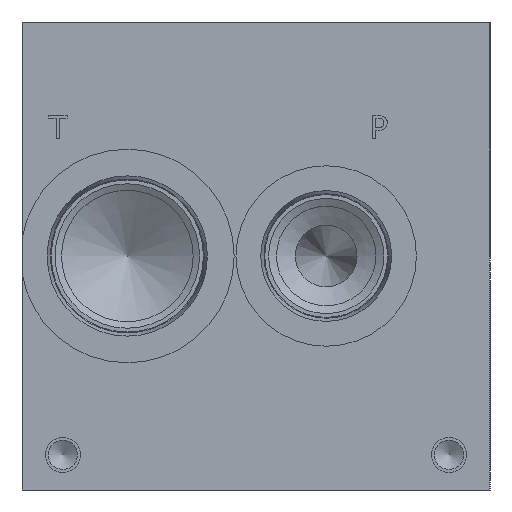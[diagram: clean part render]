
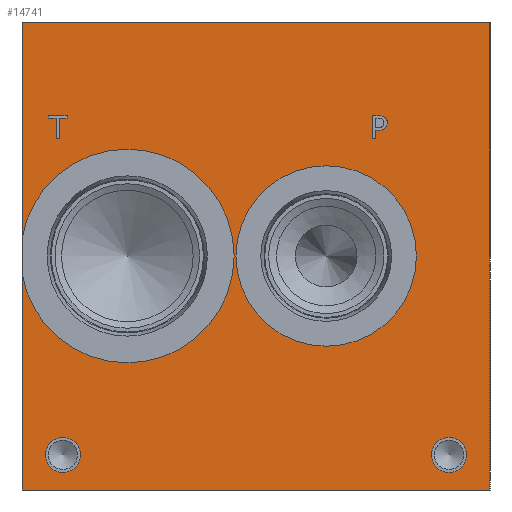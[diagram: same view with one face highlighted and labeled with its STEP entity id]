
A CAD part, left-side view. The second image highlights one B-rep face of the part: STEP entity #14741.
In plain terms, the highlighted planar face has unit normal (-1, 0, 0).
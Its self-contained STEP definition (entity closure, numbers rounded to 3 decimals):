
#425=CIRCLE('',#15368,28.981);
#426=CIRCLE('',#15369,24.486);
#427=CIRCLE('',#15370,24.486);
#428=CIRCLE('',#15371,4.763);
#429=CIRCLE('',#15372,4.763);
#430=CIRCLE('',#15373,4.763);
#431=CIRCLE('',#15374,4.763);
#1188=B_SPLINE_CURVE_WITH_KNOTS('',2,(#24469,#24470,#24471,#24472),
 .UNSPECIFIED.,.F.,.F.,(3,1,3),(0.,1.,2.),.UNSPECIFIED.);
#1190=B_SPLINE_CURVE_WITH_KNOTS('',2,(#24490,#24491,#24492,#24493),
 .UNSPECIFIED.,.F.,.F.,(3,1,3),(0.,1.,2.),.UNSPECIFIED.);
#1192=B_SPLINE_CURVE_WITH_KNOTS('',2,(#24539,#24540,#24541,#24542),
 .UNSPECIFIED.,.F.,.F.,(3,1,3),(0.,1.,2.),.UNSPECIFIED.);
#1194=B_SPLINE_CURVE_WITH_KNOTS('',2,(#24557,#24558,#24559,#24560),
 .UNSPECIFIED.,.F.,.F.,(3,1,3),(0.,1.,2.),.UNSPECIFIED.);
#1263=FACE_BOUND('',#2676,.T.);
#1264=FACE_BOUND('',#2677,.T.);
#1265=FACE_BOUND('',#2678,.T.);
#1266=FACE_BOUND('',#2679,.T.);
#1267=FACE_BOUND('',#2680,.T.);
#1840=FACE_OUTER_BOUND('',#2675,.T.);
#2675=EDGE_LOOP('',(#11873,#11874,#11875,#11876,#11877,#11878));
#2676=EDGE_LOOP('',(#11879,#11880));
#2677=EDGE_LOOP('',(#11881,#11882));
#2678=EDGE_LOOP('',(#11883,#11884));
#2679=EDGE_LOOP('',(#11885,#11886,#11887,#11888,#11889,#11890,#11891,#11892));
#2680=EDGE_LOOP('',(#11893,#11894,#11895,#11896,#11897,#11898,#11899,#11900,
#11901));
#3076=LINE('',#19419,#4367);
#4018=LINE('',#24502,#5309);
#4021=LINE('',#24508,#5312);
#4024=LINE('',#24514,#5315);
#4027=LINE('',#24520,#5318);
#4030=LINE('',#24526,#5321);
#4034=LINE('',#24571,#5325);
#4035=LINE('',#24572,#5326);
#4036=LINE('',#24574,#5327);
#4037=LINE('',#24575,#5328);
#4038=LINE('',#24590,#5329);
#4039=LINE('',#24592,#5330);
#4040=LINE('',#24594,#5331);
#4041=LINE('',#24596,#5332);
#4042=LINE('',#24598,#5333);
#4043=LINE('',#24600,#5334);
#4044=LINE('',#24602,#5335);
#4045=LINE('',#24603,#5336);
#4367=VECTOR('',#16108,10.);
#5309=VECTOR('',#17666,10.);
#5312=VECTOR('',#17671,10.);
#5315=VECTOR('',#17676,10.);
#5318=VECTOR('',#17681,10.);
#5321=VECTOR('',#17686,10.);
#5325=VECTOR('',#17696,10.);
#5326=VECTOR('',#17697,10.);
#5327=VECTOR('',#17698,10.);
#5328=VECTOR('',#17699,10.);
#5329=VECTOR('',#17712,10.);
#5330=VECTOR('',#17713,10.);
#5331=VECTOR('',#17714,10.);
#5332=VECTOR('',#17715,10.);
#5333=VECTOR('',#17716,10.);
#5334=VECTOR('',#17717,10.);
#5335=VECTOR('',#17718,10.);
#5336=VECTOR('',#17719,10.);
#5644=VERTEX_POINT('',#19412);
#5647=VERTEX_POINT('',#19417);
#6530=VERTEX_POINT('',#24467);
#6531=VERTEX_POINT('',#24468);
#6534=VERTEX_POINT('',#24489);
#6536=VERTEX_POINT('',#24501);
#6538=VERTEX_POINT('',#24507);
#6540=VERTEX_POINT('',#24513);
#6542=VERTEX_POINT('',#24519);
#6544=VERTEX_POINT('',#24525);
#6546=VERTEX_POINT('',#24538);
#6548=VERTEX_POINT('',#24567);
#6549=VERTEX_POINT('',#24568);
#6550=VERTEX_POINT('',#24570);
#6551=VERTEX_POINT('',#24573);
#6552=VERTEX_POINT('',#24576);
#6553=VERTEX_POINT('',#24577);
#6554=VERTEX_POINT('',#24580);
#6555=VERTEX_POINT('',#24581);
#6556=VERTEX_POINT('',#24584);
#6557=VERTEX_POINT('',#24585);
#6558=VERTEX_POINT('',#24588);
#6559=VERTEX_POINT('',#24589);
#6560=VERTEX_POINT('',#24591);
#6561=VERTEX_POINT('',#24593);
#6562=VERTEX_POINT('',#24595);
#6563=VERTEX_POINT('',#24597);
#6564=VERTEX_POINT('',#24599);
#6565=VERTEX_POINT('',#24601);
#7098=EDGE_CURVE('',#5644,#5647,#3076,.T.);
#8415=EDGE_CURVE('',#6530,#6531,#1188,.T.);
#8419=EDGE_CURVE('',#6534,#6530,#1190,.T.);
#8422=EDGE_CURVE('',#6536,#6534,#4018,.T.);
#8425=EDGE_CURVE('',#6538,#6536,#4021,.T.);
#8428=EDGE_CURVE('',#6540,#6538,#4024,.T.);
#8431=EDGE_CURVE('',#6542,#6540,#4027,.T.);
#8434=EDGE_CURVE('',#6544,#6542,#4030,.T.);
#8437=EDGE_CURVE('',#6546,#6544,#1192,.T.);
#8440=EDGE_CURVE('',#6531,#6546,#1194,.T.);
#8442=EDGE_CURVE('',#6548,#6549,#425,.T.);
#8443=EDGE_CURVE('',#6550,#6549,#4034,.T.);
#8444=EDGE_CURVE('',#6550,#5644,#4035,.T.);
#8445=EDGE_CURVE('',#6551,#5647,#4036,.T.);
#8446=EDGE_CURVE('',#6548,#6551,#4037,.T.);
#8447=EDGE_CURVE('',#6552,#6553,#426,.T.);
#8448=EDGE_CURVE('',#6553,#6552,#427,.T.);
#8449=EDGE_CURVE('',#6554,#6555,#428,.T.);
#8450=EDGE_CURVE('',#6555,#6554,#429,.T.);
#8451=EDGE_CURVE('',#6556,#6557,#430,.T.);
#8452=EDGE_CURVE('',#6557,#6556,#431,.T.);
#8453=EDGE_CURVE('',#6558,#6559,#4038,.T.);
#8454=EDGE_CURVE('',#6559,#6560,#4039,.T.);
#8455=EDGE_CURVE('',#6560,#6561,#4040,.T.);
#8456=EDGE_CURVE('',#6561,#6562,#4041,.T.);
#8457=EDGE_CURVE('',#6562,#6563,#4042,.T.);
#8458=EDGE_CURVE('',#6563,#6564,#4043,.T.);
#8459=EDGE_CURVE('',#6564,#6565,#4044,.T.);
#8460=EDGE_CURVE('',#6565,#6558,#4045,.T.);
#11873=ORIENTED_EDGE('',*,*,#8442,.T.);
#11874=ORIENTED_EDGE('',*,*,#8443,.F.);
#11875=ORIENTED_EDGE('',*,*,#8444,.T.);
#11876=ORIENTED_EDGE('',*,*,#7098,.T.);
#11877=ORIENTED_EDGE('',*,*,#8445,.F.);
#11878=ORIENTED_EDGE('',*,*,#8446,.F.);
#11879=ORIENTED_EDGE('',*,*,#8447,.T.);
#11880=ORIENTED_EDGE('',*,*,#8448,.T.);
#11881=ORIENTED_EDGE('',*,*,#8449,.T.);
#11882=ORIENTED_EDGE('',*,*,#8450,.T.);
#11883=ORIENTED_EDGE('',*,*,#8451,.T.);
#11884=ORIENTED_EDGE('',*,*,#8452,.T.);
#11885=ORIENTED_EDGE('',*,*,#8453,.T.);
#11886=ORIENTED_EDGE('',*,*,#8454,.T.);
#11887=ORIENTED_EDGE('',*,*,#8455,.T.);
#11888=ORIENTED_EDGE('',*,*,#8456,.T.);
#11889=ORIENTED_EDGE('',*,*,#8457,.T.);
#11890=ORIENTED_EDGE('',*,*,#8458,.T.);
#11891=ORIENTED_EDGE('',*,*,#8459,.T.);
#11892=ORIENTED_EDGE('',*,*,#8460,.T.);
#11893=ORIENTED_EDGE('',*,*,#8415,.T.);
#11894=ORIENTED_EDGE('',*,*,#8440,.T.);
#11895=ORIENTED_EDGE('',*,*,#8437,.T.);
#11896=ORIENTED_EDGE('',*,*,#8434,.T.);
#11897=ORIENTED_EDGE('',*,*,#8431,.T.);
#11898=ORIENTED_EDGE('',*,*,#8428,.T.);
#11899=ORIENTED_EDGE('',*,*,#8425,.T.);
#11900=ORIENTED_EDGE('',*,*,#8422,.T.);
#11901=ORIENTED_EDGE('',*,*,#8419,.T.);
#13650=PLANE('',#15367);
#14741=ADVANCED_FACE('',(#1840,#1263,#1264,#1265,#1266,#1267),#13650,.T.);
#15367=AXIS2_PLACEMENT_3D('',#24566,#17692,#17693);
#15368=AXIS2_PLACEMENT_3D('',#24569,#17694,#17695);
#15369=AXIS2_PLACEMENT_3D('',#24578,#17700,#17701);
#15370=AXIS2_PLACEMENT_3D('',#24579,#17702,#17703);
#15371=AXIS2_PLACEMENT_3D('',#24582,#17704,#17705);
#15372=AXIS2_PLACEMENT_3D('',#24583,#17706,#17707);
#15373=AXIS2_PLACEMENT_3D('',#24586,#17708,#17709);
#15374=AXIS2_PLACEMENT_3D('',#24587,#17710,#17711);
#16108=DIRECTION('',(0.,0.,1.));
#17666=DIRECTION('',(0.,-1.,0.));
#17671=DIRECTION('',(0.,0.,1.));
#17676=DIRECTION('',(0.,1.,0.));
#17681=DIRECTION('',(0.,0.,-1.));
#17686=DIRECTION('',(0.,1.,0.));
#17692=DIRECTION('center_axis',(-1.,0.,0.));
#17693=DIRECTION('ref_axis',(0.,-1.,0.));
#17694=DIRECTION('center_axis',(1.,0.,0.));
#17695=DIRECTION('ref_axis',(0.,0.,1.));
#17696=DIRECTION('',(0.,0.,1.));
#17697=DIRECTION('',(0.,-1.,0.));
#17698=DIRECTION('',(0.,-1.,0.));
#17699=DIRECTION('',(0.,0.,1.));
#17700=DIRECTION('center_axis',(1.,0.,0.));
#17701=DIRECTION('ref_axis',(0.,1.,0.));
#17702=DIRECTION('center_axis',(1.,0.,0.));
#17703=DIRECTION('ref_axis',(0.,1.,0.));
#17704=DIRECTION('center_axis',(1.,0.,0.));
#17705=DIRECTION('ref_axis',(0.,1.,0.));
#17706=DIRECTION('center_axis',(1.,0.,0.));
#17707=DIRECTION('ref_axis',(0.,1.,0.));
#17708=DIRECTION('center_axis',(1.,0.,0.));
#17709=DIRECTION('ref_axis',(0.,1.,0.));
#17710=DIRECTION('center_axis',(1.,0.,0.));
#17711=DIRECTION('ref_axis',(0.,1.,0.));
#17712=DIRECTION('',(0.,1.,0.));
#17713=DIRECTION('',(0.,0.,1.));
#17714=DIRECTION('',(0.,1.,0.));
#17715=DIRECTION('',(0.,0.,1.));
#17716=DIRECTION('',(0.,-1.,0.));
#17717=DIRECTION('',(0.,0.,-1.));
#17718=DIRECTION('',(0.,1.,0.));
#17719=DIRECTION('',(0.,0.,-1.));
#19412=CARTESIAN_POINT('',(0.,0.,0.));
#19417=CARTESIAN_POINT('',(0.,0.,127.));
#19419=CARTESIAN_POINT('',(0.,0.,0.));
#24467=CARTESIAN_POINT('',(0.,28.643,101.204));
#24468=CARTESIAN_POINT('',(0.,27.887,99.686));
#24469=CARTESIAN_POINT('Ctrl Pts',(0.,28.643,101.204));
#24470=CARTESIAN_POINT('Ctrl Pts',(0.,28.288,100.962));
#24471=CARTESIAN_POINT('Ctrl Pts',(0.,27.887,100.216));
#24472=CARTESIAN_POINT('Ctrl Pts',(0.,27.887,99.686));
#24489=CARTESIAN_POINT('',(0.,30.305,101.6));
#24490=CARTESIAN_POINT('Ctrl Pts',(0.,30.305,101.6));
#24491=CARTESIAN_POINT('Ctrl Pts',(0.,29.739,101.6));
#24492=CARTESIAN_POINT('Ctrl Pts',(0.,28.947,101.415));
#24493=CARTESIAN_POINT('Ctrl Pts',(0.,28.643,101.204));
#24501=CARTESIAN_POINT('',(0.,31.901,101.6));
#24502=CARTESIAN_POINT('',(0.,79.45,101.6));
#24507=CARTESIAN_POINT('',(0.,31.901,95.25));
#24508=CARTESIAN_POINT('',(0.,31.901,47.625));
#24513=CARTESIAN_POINT('',(0.,31.057,95.25));
#24514=CARTESIAN_POINT('',(0.,79.028,95.25));
#24519=CARTESIAN_POINT('',(0.,31.057,97.617));
#24520=CARTESIAN_POINT('',(0.,31.057,48.809));
#24525=CARTESIAN_POINT('',(0.,30.341,97.617));
#24526=CARTESIAN_POINT('',(0.,78.671,97.617));
#24538=CARTESIAN_POINT('',(0.,28.442,98.276));
#24539=CARTESIAN_POINT('Ctrl Pts',(0.,28.442,98.276));
#24540=CARTESIAN_POINT('Ctrl Pts',(0.,28.772,97.952));
#24541=CARTESIAN_POINT('Ctrl Pts',(0.,29.662,97.617));
#24542=CARTESIAN_POINT('Ctrl Pts',(0.,30.341,97.617));
#24557=CARTESIAN_POINT('Ctrl Pts',(0.,27.887,99.686));
#24558=CARTESIAN_POINT('Ctrl Pts',(0.,27.887,99.274));
#24559=CARTESIAN_POINT('Ctrl Pts',(0.,28.18,98.533));
#24560=CARTESIAN_POINT('Ctrl Pts',(0.,28.442,98.276));
#24566=CARTESIAN_POINT('Origin',(0.,127.,0.));
#24567=CARTESIAN_POINT('',(0.,127.,68.336));
#24568=CARTESIAN_POINT('',(0.,127.,58.664));
#24569=CARTESIAN_POINT('Origin',(0.,98.425,63.5));
#24570=CARTESIAN_POINT('',(0.,127.,0.));
#24571=CARTESIAN_POINT('',(0.,127.,0.));
#24572=CARTESIAN_POINT('',(0.,127.,0.));
#24573=CARTESIAN_POINT('',(0.,127.,127.));
#24574=CARTESIAN_POINT('',(0.,127.,127.));
#24575=CARTESIAN_POINT('',(0.,127.,0.));
#24576=CARTESIAN_POINT('',(0.,68.936,63.5));
#24577=CARTESIAN_POINT('',(0.,19.964,63.5));
#24578=CARTESIAN_POINT('Origin',(0.,44.45,63.5));
#24579=CARTESIAN_POINT('Origin',(0.,44.45,63.5));
#24580=CARTESIAN_POINT('',(0.,120.663,9.525));
#24581=CARTESIAN_POINT('',(0.,111.138,9.525));
#24582=CARTESIAN_POINT('Origin',(0.,115.9,9.525));
#24583=CARTESIAN_POINT('Origin',(0.,115.9,9.525));
#24584=CARTESIAN_POINT('',(0.,15.888,9.525));
#24585=CARTESIAN_POINT('',(0.,6.363,9.525));
#24586=CARTESIAN_POINT('Origin',(0.,11.125,9.525));
#24587=CARTESIAN_POINT('Origin',(0.,11.125,9.525));
#24588=CARTESIAN_POINT('',(0.,116.887,95.25));
#24589=CARTESIAN_POINT('',(0.,117.731,95.25));
#24590=CARTESIAN_POINT('',(0.,121.944,95.25));
#24591=CARTESIAN_POINT('',(0.,117.731,100.849));
#24592=CARTESIAN_POINT('',(0.,117.731,47.625));
#24593=CARTESIAN_POINT('',(0.,119.861,100.849));
#24594=CARTESIAN_POINT('',(0.,122.366,100.849));
#24595=CARTESIAN_POINT('',(0.,119.861,101.6));
#24596=CARTESIAN_POINT('',(0.,119.861,50.424));
#24597=CARTESIAN_POINT('',(0.,114.757,101.6));
#24598=CARTESIAN_POINT('',(0.,123.431,101.6));
#24599=CARTESIAN_POINT('',(0.,114.757,100.849));
#24600=CARTESIAN_POINT('',(0.,114.757,50.8));
#24601=CARTESIAN_POINT('',(0.,116.887,100.849));
#24602=CARTESIAN_POINT('',(0.,120.878,100.849));
#24603=CARTESIAN_POINT('',(0.,116.887,50.424));
